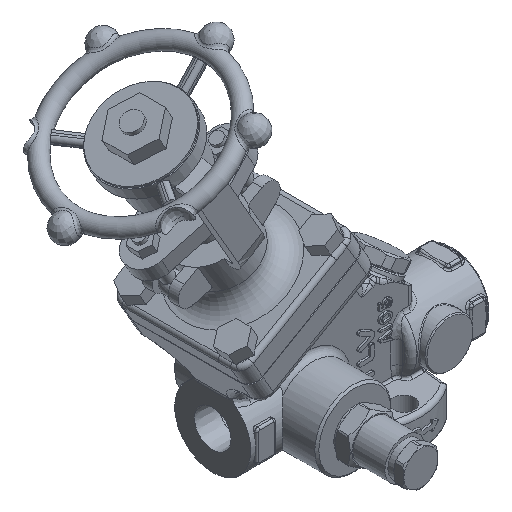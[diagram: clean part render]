
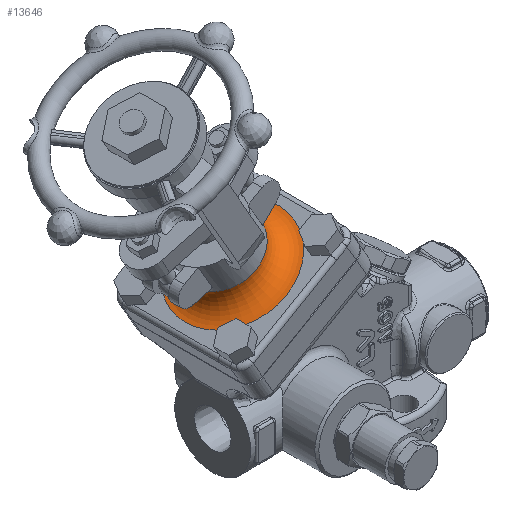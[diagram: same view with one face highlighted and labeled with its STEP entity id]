
A CAD part, isometric view. The second image highlights one B-rep face of the part: STEP entity #13646.
In plain terms, the highlighted toroidal (fillet/blend) face has major radius 27 mm and minor radius 10 mm.
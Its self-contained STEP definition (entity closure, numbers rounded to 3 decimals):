
#190=TOROIDAL_SURFACE('',#14709,27.,10.);
#896=FACE_OUTER_BOUND('',#1745,.T.);
#1745=EDGE_LOOP('',(#9991,#9992,#9993,#9994));
#2955=CIRCLE('',#14468,27.);
#3067=CIRCLE('',#14634,17.);
#3084=CIRCLE('',#14710,10.);
#5658=VERTEX_POINT('',#20282);
#5920=VERTEX_POINT('',#21837);
#7061=EDGE_CURVE('',#5658,#5658,#2955,.T.);
#7386=EDGE_CURVE('',#5920,#5920,#3067,.T.);
#7504=EDGE_CURVE('',#5920,#5658,#3084,.T.);
#9991=ORIENTED_EDGE('',*,*,#7386,.T.);
#9992=ORIENTED_EDGE('',*,*,#7504,.T.);
#9993=ORIENTED_EDGE('',*,*,#7061,.T.);
#9994=ORIENTED_EDGE('',*,*,#7504,.F.);
#13646=ADVANCED_FACE('',(#896),#190,.F.);
#14468=AXIS2_PLACEMENT_3D('',#20283,#16108,#16109);
#14634=AXIS2_PLACEMENT_3D('',#21839,#16617,#16618);
#14709=AXIS2_PLACEMENT_3D('',#22120,#16850,#16851);
#14710=AXIS2_PLACEMENT_3D('',#22121,#16852,#16853);
#16108=DIRECTION('center_axis',(-0.5,0.,0.866));
#16109=DIRECTION('ref_axis',(-0.866,0.,-0.5));
#16617=DIRECTION('center_axis',(0.5,0.,-0.866));
#16618=DIRECTION('ref_axis',(-0.866,0.,-0.5));
#16850=DIRECTION('center_axis',(0.5,0.,-0.866));
#16851=DIRECTION('ref_axis',(-0.866,0.,-0.5));
#16852=DIRECTION('center_axis',(0.,-1.,0.));
#16853=DIRECTION('ref_axis',(0.866,0.,0.5));
#20282=CARTESIAN_POINT('',(-36.867,0.,107.751));
#20283=CARTESIAN_POINT('Origin',(-60.25,0.,94.251));
#21837=CARTESIAN_POINT('',(-50.528,0.,111.411));
#21839=CARTESIAN_POINT('Origin',(-65.25,0.,102.911));
#22120=CARTESIAN_POINT('Origin',(-65.25,0.,102.911));
#22121=CARTESIAN_POINT('Origin',(-41.867,0.,
116.411));
